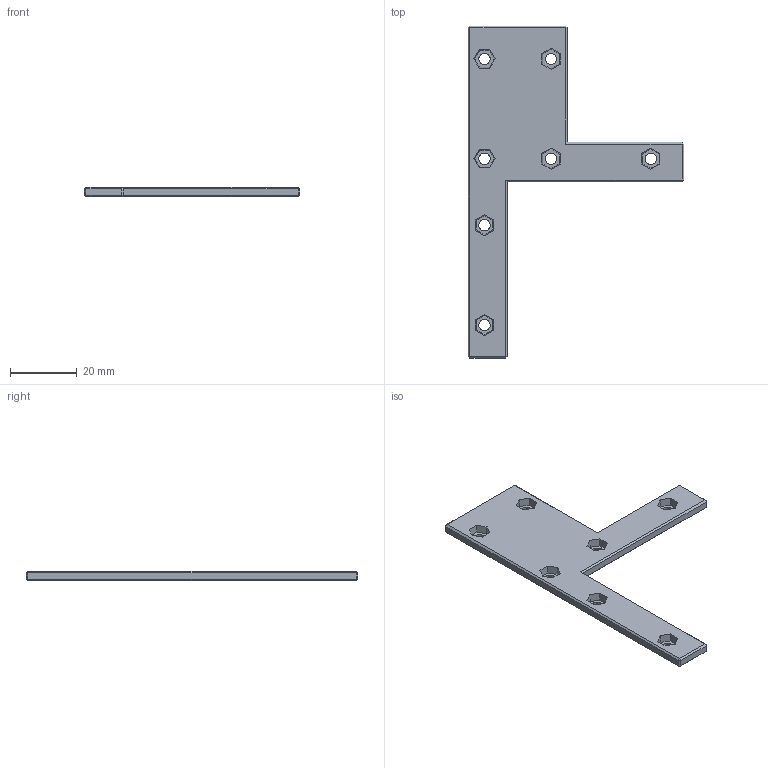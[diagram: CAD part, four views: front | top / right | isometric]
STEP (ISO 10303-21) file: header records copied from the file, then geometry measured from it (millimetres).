
FILE_DESCRIPTION(('FreeCAD Model'),'2;1');
FILE_NAME('Open CASCADE Shape Model','2023-10-15T14:08:50',(''),(''), 'Open CASCADE STEP processor 7.6','FreeCAD','Unknown');
FILE_SCHEMA(('AUTOMOTIVE_DESIGN { 1 0 10303 214 1 1 1 1 }'));
Length unit declared in the file: millimetre
Products named in the file (1): P0170-37-a_T-Verbinder_Innen_Magnet_oben
Bounding box: 64.8 x 99.8 x 3 mm (x, y, z)
Volume: 6521.1 mm3; surface area: 6020.6 mm2
Topology: 1 solids, 1 shells, 108 faces, 245 edges, 150 vertices
Faces by surface type: plane 55, bspline 42, cylinder 11
Full cylindrical faces by diameter (mm): 3.4 x7, 6 x4
Entity records: 6103 total; most frequent: CARTESIAN_POINT 1246, DIRECTION 800, LINE 607, VECTOR 607, ORIENTED_EDGE 490, PCURVE 490, DEFINITIONAL_REPRESENTATION 490, EDGE_CURVE 245
